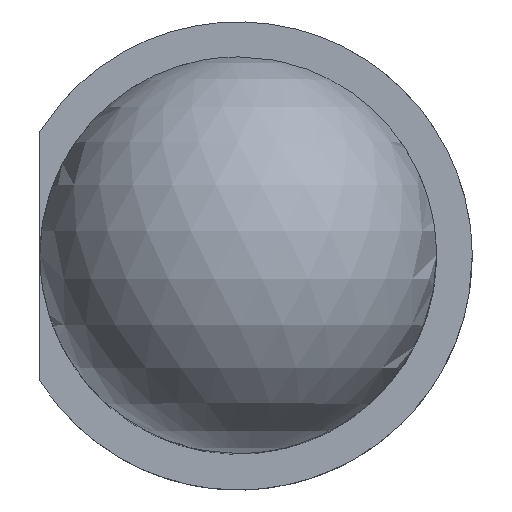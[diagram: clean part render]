
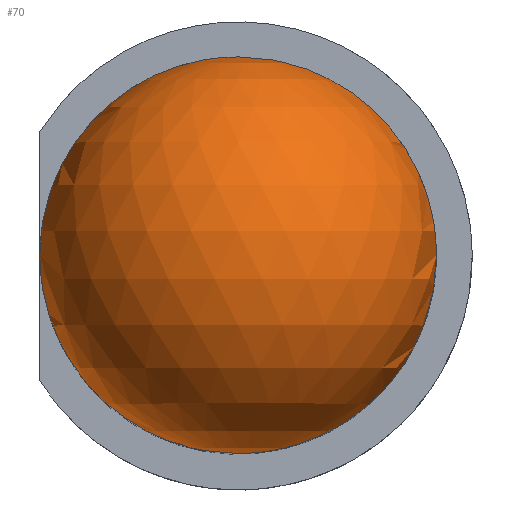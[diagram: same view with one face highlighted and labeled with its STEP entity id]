
A CAD part, top view. The second image highlights one B-rep face of the part: STEP entity #70.
In plain terms, the highlighted spherical face has radius 2.5 mm.
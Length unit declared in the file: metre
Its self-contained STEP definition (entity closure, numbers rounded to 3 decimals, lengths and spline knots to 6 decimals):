
#70 = ADVANCED_FACE( '', ( #146 ), #147, .T. );
#146 = FACE_OUTER_BOUND( '', #228, .T. );
#147 = SPHERICAL_SURFACE( '', #229, 0.0025 );
#228 = EDGE_LOOP( '', ( #374, #375, #376, #377 ) );
#229 = AXIS2_PLACEMENT_3D( '', #378, #379, #380 );
#374 = ORIENTED_EDGE( '', *, *, #548, .F. );
#375 = ORIENTED_EDGE( '', *, *, #549, .F. );
#376 = ORIENTED_EDGE( '', *, *, #550, .F. );
#377 = ORIENTED_EDGE( '', *, *, #551, .F. );
#378 = CARTESIAN_POINT( '', ( 0., 0., 0.006794 ) );
#379 = DIRECTION( '', ( 0., 1., 0. ) );
#380 = DIRECTION( '', ( 1., 0., 0. ) );
#548 = EDGE_CURVE( '', #669, #670, #671, .T. );
#549 = EDGE_CURVE( '', #672, #669, #673, .T. );
#550 = EDGE_CURVE( '', #674, #672, #675, .T. );
#551 = EDGE_CURVE( '', #670, #674, #676, .T. );
#669 = VERTEX_POINT( '', #911 );
#670 = VERTEX_POINT( '', #912 );
#671 = B_SPLINE_CURVE_WITH_KNOTS( '', 3, ( #913, #914, #915, #916, #917, #918, #919, #920, #921, #922 ), .UNSPECIFIED., .F., .F., ( 4, 2, 2, 2, 4 ), ( 0., 0.25, 0.5, 0.75, 1. ), .UNSPECIFIED. );
#672 = VERTEX_POINT( '', #923 );
#673 = B_SPLINE_CURVE_WITH_KNOTS( '', 3, ( #924, #925, #926, #927, #928, #929, #930, #931, #932, #933 ), .UNSPECIFIED., .F., .F., ( 4, 2, 2, 2, 4 ), ( 0., 0.25, 0.5, 0.75, 1. ), .UNSPECIFIED. );
#674 = VERTEX_POINT( '', #934 );
#675 = B_SPLINE_CURVE_WITH_KNOTS( '', 3, ( #935, #936, #937, #938, #939, #940, #941, #942, #943, #944 ), .UNSPECIFIED., .F., .F., ( 4, 2, 2, 2, 4 ), ( 0., 0.25, 0.5, 0.75, 1. ), .UNSPECIFIED. );
#676 = B_SPLINE_CURVE_WITH_KNOTS( '', 3, ( #945, #946, #947, #948, #949, #950, #951, #952, #953, #954 ), .UNSPECIFIED., .F., .F., ( 4, 2, 2, 2, 4 ), ( 0., 0.25, 0.5, 0.75, 1. ), .UNSPECIFIED. );
#911 = CARTESIAN_POINT( '', ( -0.0025, 0., 0.006794 ) );
#912 = CARTESIAN_POINT( '', ( 0., 0.0025, 0.006794 ) );
#913 = CARTESIAN_POINT( '', ( -0.0025, 0., 0.006794 ) );
#914 = CARTESIAN_POINT( '', ( -0.0025, 0.000327, 0.006794 ) );
#915 = CARTESIAN_POINT( '', ( -0.002435, 0.000654, 0.006794 ) );
#916 = CARTESIAN_POINT( '', ( -0.002184, 0.001259, 0.006794 ) );
#917 = CARTESIAN_POINT( '', ( -0.001999, 0.001536, 0.006794 ) );
#918 = CARTESIAN_POINT( '', ( -0.001536, 0.001999, 0.006794 ) );
#919 = CARTESIAN_POINT( '', ( -0.001259, 0.002184, 0.006794 ) );
#920 = CARTESIAN_POINT( '', ( -0.000654, 0.002435, 0.006794 ) );
#921 = CARTESIAN_POINT( '', ( -0.000327, 0.0025, 0.006794 ) );
#922 = CARTESIAN_POINT( '', ( 0., 0.0025, 0.006794 ) );
#923 = CARTESIAN_POINT( '', ( 0., -0.0025, 0.006794 ) );
#924 = CARTESIAN_POINT( '', ( 0., -0.0025, 0.006794 ) );
#925 = CARTESIAN_POINT( '', ( -0.000327, -0.0025, 0.006794 ) );
#926 = CARTESIAN_POINT( '', ( -0.000654, -0.002435, 0.006794 ) );
#927 = CARTESIAN_POINT( '', ( -0.001259, -0.002184, 0.006794 ) );
#928 = CARTESIAN_POINT( '', ( -0.001536, -0.001999, 0.006794 ) );
#929 = CARTESIAN_POINT( '', ( -0.001999, -0.001536, 0.006794 ) );
#930 = CARTESIAN_POINT( '', ( -0.002184, -0.001259, 0.006794 ) );
#931 = CARTESIAN_POINT( '', ( -0.002435, -0.000654, 0.006794 ) );
#932 = CARTESIAN_POINT( '', ( -0.0025, -0.000327, 0.006794 ) );
#933 = CARTESIAN_POINT( '', ( -0.0025, 0., 0.006794 ) );
#934 = CARTESIAN_POINT( '', ( 0.0025, 0., 0.006794 ) );
#935 = CARTESIAN_POINT( '', ( 0.0025, 0., 0.006794 ) );
#936 = CARTESIAN_POINT( '', ( 0.0025, -0.000327, 0.006794 ) );
#937 = CARTESIAN_POINT( '', ( 0.002435, -0.000654, 0.006794 ) );
#938 = CARTESIAN_POINT( '', ( 0.002184, -0.001259, 0.006794 ) );
#939 = CARTESIAN_POINT( '', ( 0.001999, -0.001536, 0.006794 ) );
#940 = CARTESIAN_POINT( '', ( 0.001536, -0.001999, 0.006794 ) );
#941 = CARTESIAN_POINT( '', ( 0.001259, -0.002184, 0.006794 ) );
#942 = CARTESIAN_POINT( '', ( 0.000654, -0.002435, 0.006794 ) );
#943 = CARTESIAN_POINT( '', ( 0.000327, -0.0025, 0.006794 ) );
#944 = CARTESIAN_POINT( '', ( 0., -0.0025, 0.006794 ) );
#945 = CARTESIAN_POINT( '', ( 0., 0.0025, 0.006794 ) );
#946 = CARTESIAN_POINT( '', ( 0.000327, 0.0025, 0.006794 ) );
#947 = CARTESIAN_POINT( '', ( 0.000654, 0.002435, 0.006794 ) );
#948 = CARTESIAN_POINT( '', ( 0.001259, 0.002184, 0.006794 ) );
#949 = CARTESIAN_POINT( '', ( 0.001536, 0.001999, 0.006794 ) );
#950 = CARTESIAN_POINT( '', ( 0.001999, 0.001536, 0.006794 ) );
#951 = CARTESIAN_POINT( '', ( 0.002184, 0.001259, 0.006794 ) );
#952 = CARTESIAN_POINT( '', ( 0.002435, 0.000654, 0.006794 ) );
#953 = CARTESIAN_POINT( '', ( 0.0025, 0.000327, 0.006794 ) );
#954 = CARTESIAN_POINT( '', ( 0.0025, 0., 0.006794 ) );
